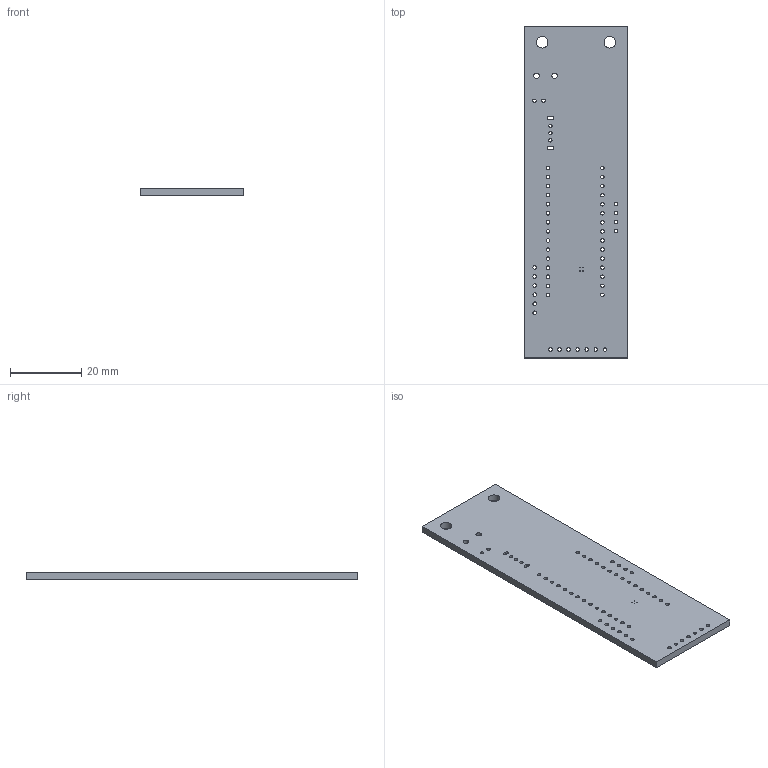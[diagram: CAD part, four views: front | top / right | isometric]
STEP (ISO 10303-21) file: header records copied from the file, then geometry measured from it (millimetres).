
FILE_DESCRIPTION(('KiCad electronic assembly'),'2;1');
FILE_NAME('smart penetrometer.step','2023-07-14T17:41:50',('Pcbnew'),( 'Kicad'),'Open CASCADE STEP processor 7.6','KiCad to STEP converter' ,'Unknown');
FILE_SCHEMA(('AUTOMOTIVE_DESIGN { 1 0 10303 214 1 1 1 1 }'));
Length unit declared in the file: millimetre
Products named in the file (2): smart penetrometer 1; smart penetrometer PCB
Assembly tree (1 placements, depth 2):
  smart penetrometer 1
    smart penetrometer PCB
Bounding box: 28.96 x 93.02 x 1.98 mm (x, y, z)
Volume: 5208.1 mm3; surface area: 6147.3 mm2
Topology: 1 solids, 1 shells, 114 faces, 336 edges, 224 vertices
Faces by surface type: cylinder 60, plane 54
Full cylindrical faces by diameter (mm): 0.2 x4, 0.914 x3, 1 x49, 1.52 x2, 3.2 x2
Entity records: 8863 total; most frequent: CARTESIAN_POINT 2068, DIRECTION 1240, LINE 768, VECTOR 768, ORIENTED_EDGE 672, PCURVE 672, DEFINITIONAL_REPRESENTATION 672, EDGE_CURVE 336
